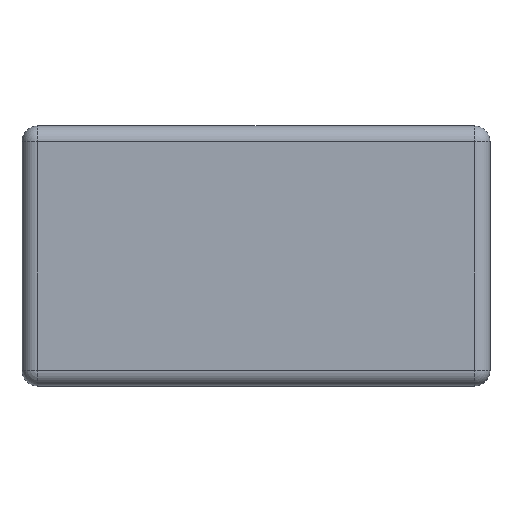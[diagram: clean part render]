
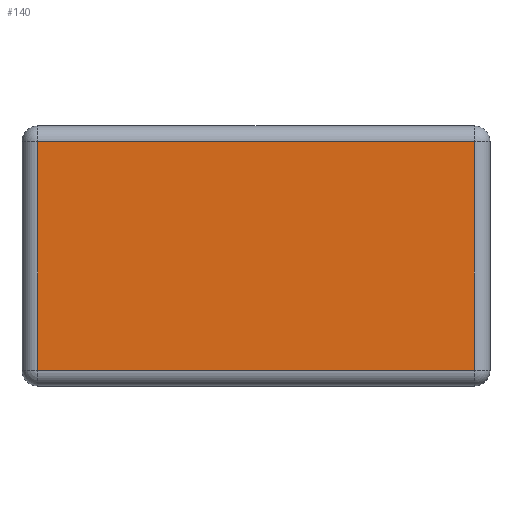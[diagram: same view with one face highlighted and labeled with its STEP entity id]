
A CAD part, top view. The second image highlights one B-rep face of the part: STEP entity #140.
In plain terms, the highlighted planar face has unit normal (0, 0, 1).
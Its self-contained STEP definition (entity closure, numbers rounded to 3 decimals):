
#140 = ADVANCED_FACE( '', ( #341 ), #342, .T. );
#341 = FACE_OUTER_BOUND( '', #614, .T. );
#342 = PLANE( '', #615 );
#614 = EDGE_LOOP( '', ( #954, #955, #956, #957 ) );
#615 = AXIS2_PLACEMENT_3D( '', #958, #959, #960 );
#954 = ORIENTED_EDGE( '', *, *, #1622, .T. );
#955 = ORIENTED_EDGE( '', *, *, #1585, .T. );
#956 = ORIENTED_EDGE( '', *, *, #1623, .T. );
#957 = ORIENTED_EDGE( '', *, *, #1624, .T. );
#958 = CARTESIAN_POINT( '', ( 0., 0., 19. ) );
#959 = DIRECTION( '', ( 0., 0., 1. ) );
#960 = DIRECTION( '', ( 1., 0., 0. ) );
#1585 = EDGE_CURVE( '', #1884, #1882, #1885, .T. );
#1622 = EDGE_CURVE( '', #1876, #1884, #1945, .T. );
#1623 = EDGE_CURVE( '', #1882, #1946, #1947, .T. );
#1624 = EDGE_CURVE( '', #1946, #1876, #1948, .T. );
#1876 = VERTEX_POINT( '', #2297 );
#1882 = VERTEX_POINT( '', #2303 );
#1884 = VERTEX_POINT( '', #2305 );
#1885 = LINE( '', #2306, #2307 );
#1945 = LINE( '', #2393, #2394 );
#1946 = VERTEX_POINT( '', #2395 );
#1947 = LINE( '', #2396, #2397 );
#1948 = LINE( '', #2398, #2399 );
#2297 = CARTESIAN_POINT( '', ( 21., -11., 19. ) );
#2303 = CARTESIAN_POINT( '', ( -21., 11., 19. ) );
#2305 = CARTESIAN_POINT( '', ( 21., 11., 19. ) );
#2306 = CARTESIAN_POINT( '', ( -22.5, 11., 19. ) );
#2307 = VECTOR( '', #2821, 1000. );
#2393 = CARTESIAN_POINT( '', ( 21., 12.5, 19. ) );
#2394 = VECTOR( '', #2851, 1000. );
#2395 = CARTESIAN_POINT( '', ( -21., -11., 19. ) );
#2396 = CARTESIAN_POINT( '', ( -21., -12.5, 19. ) );
#2397 = VECTOR( '', #2852, 1000. );
#2398 = CARTESIAN_POINT( '', ( 22.5, -11., 19. ) );
#2399 = VECTOR( '', #2853, 1000. );
#2821 = DIRECTION( '', ( -1., 0., 0. ) );
#2851 = DIRECTION( '', ( 0., 1., 0. ) );
#2852 = DIRECTION( '', ( 0., -1., 0. ) );
#2853 = DIRECTION( '', ( 1., 0., 0. ) );
